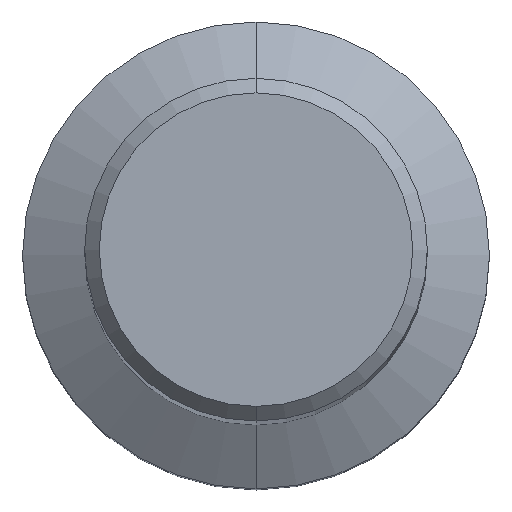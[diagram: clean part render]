
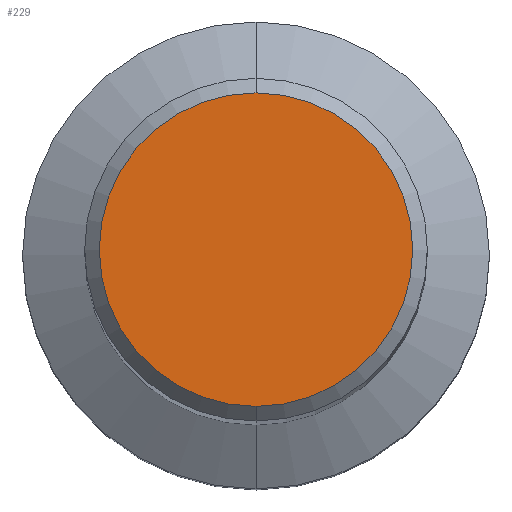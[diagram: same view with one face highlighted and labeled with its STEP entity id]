
A CAD part, top view. The second image highlights one B-rep face of the part: STEP entity #229.
In plain terms, the highlighted planar face has unit normal (0, 0, 1).
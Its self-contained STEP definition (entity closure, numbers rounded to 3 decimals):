
#229=ADVANCED_FACE('',(#619),#620,.T.);
#339=VERTEX_POINT('',#740);
#445=EDGE_CURVE('',#339,#481,#859,.T.);
#481=VERTEX_POINT('',#896);
#497=EDGE_CURVE('',#481,#339,#914,.T.);
#619=FACE_OUTER_BOUND('',#1042,.T.);
#620=PLANE('',#1043);
#740=CARTESIAN_POINT('',(0.,-4.264,0.));
#859=CIRCLE('',#1504,4.264);
#896=CARTESIAN_POINT('',(0.0,4.264,0.));
#914=CIRCLE('',#1609,4.264);
#1042=EDGE_LOOP('',(#1821,#1822));
#1043=AXIS2_PLACEMENT_3D('',#1823,#1824,#1825);
#1504=AXIS2_PLACEMENT_3D('',#2103,#2104,#2105);
#1609=AXIS2_PLACEMENT_3D('',#2150,#2151,#2152);
#1821=ORIENTED_EDGE('',*,*,#497,.F.);
#1822=ORIENTED_EDGE('',*,*,#445,.F.);
#1823=CARTESIAN_POINT('',(0.0,2.132,0.));
#1824=DIRECTION('',(-0.0,0.0,1.0));
#1825=DIRECTION('',(0.0,-1.0,0.0));
#2103=CARTESIAN_POINT('',(0.0,0.0,0.));
#2104=DIRECTION('',(0.0,0.0,-1.0));
#2105=DIRECTION('',(0.0,1.0,0.0));
#2150=CARTESIAN_POINT('',(0.0,0.0,0.));
#2151=DIRECTION('',(0.0,0.0,-1.0));
#2152=DIRECTION('',(0.0,1.0,0.0));
